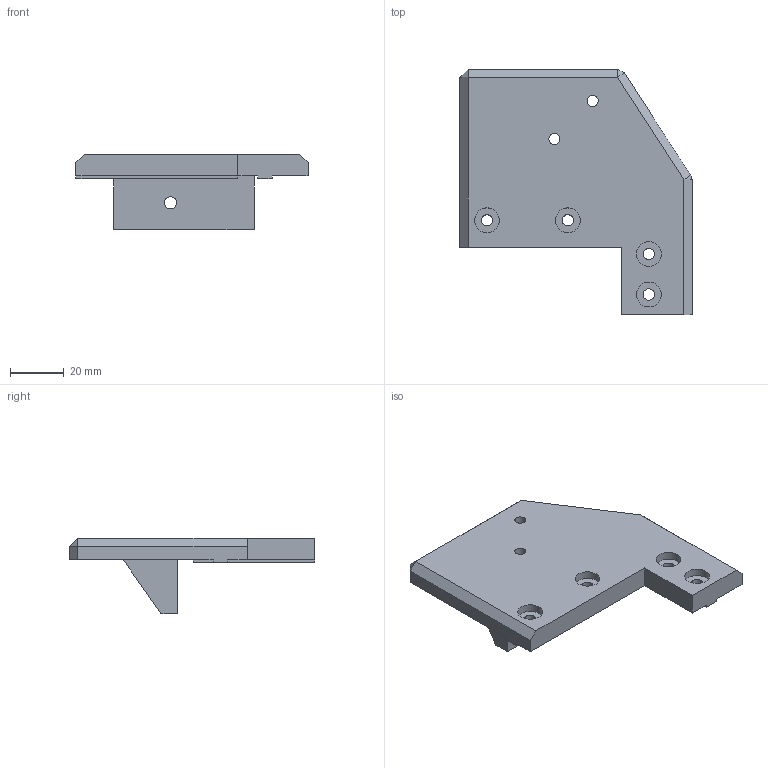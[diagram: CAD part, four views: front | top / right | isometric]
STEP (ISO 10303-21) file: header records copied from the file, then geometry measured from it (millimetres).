
FILE_DESCRIPTION(/* description */ (''),/* implementation_level */ '2;1');
FILE_NAME(/* name */ '5f13ef02c5a7bf0fa3b1268c',/* time_stamp */ '2020-07-19T06:58:10+00:00',/* author */ (''),/* organization */ (''),/* preprocessor_version */ 'ST-DEVELOPER v16.7',/* originating_system */ $,/* authorisation */ $);
FILE_SCHEMA (('AUTOMOTIVE_DESIGN {1 0 10303 214 3 1 1}'));
Length unit declared in the file: metre
Products named in the file (1): CoreXYIdlerPlateOutboardMirrored
Bounding box: 86 x 91 x 28 mm (x, y, z)
Volume: 52134.6 mm3; surface area: 17737.3 mm2
Topology: 1 solids, 1 shells, 67 faces, 167 edges, 110 vertices
Faces by surface type: plane 55, cylinder 12
Full cylindrical faces by diameter (mm): 4.1 x2, 4.2 x4, 4.5 x1, 9.1 x1, 9.2 x4
Entity records: 1908 total; most frequent: CARTESIAN_POINT 319, DIRECTION 308, ORIENTED_EDGE 296, EDGE_CURVE 148, LINE 124, VECTOR 124, VERTEX_POINT 103, EDGE_LOOP 101
